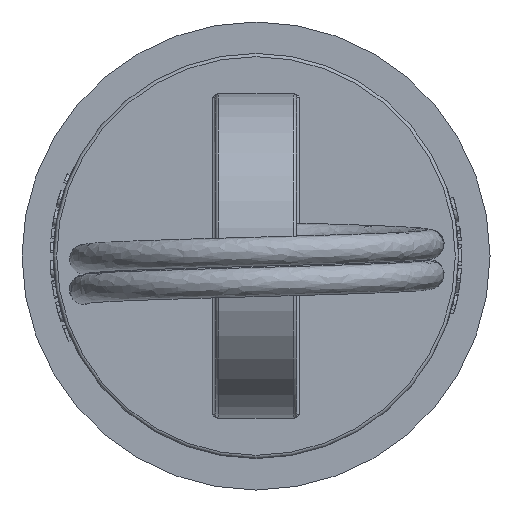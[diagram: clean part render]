
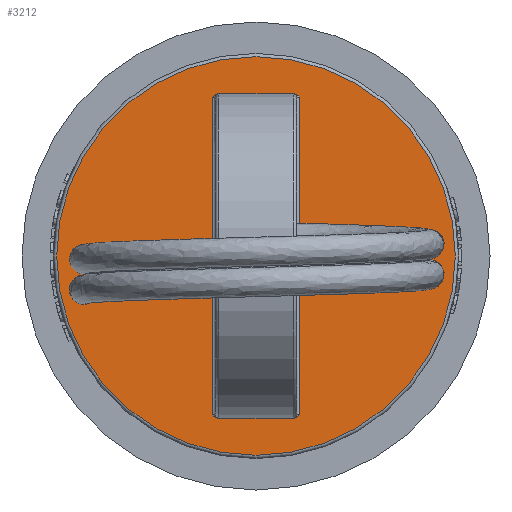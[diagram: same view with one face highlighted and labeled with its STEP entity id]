
A CAD part, left-side view. The second image highlights one B-rep face of the part: STEP entity #3212.
In plain terms, the highlighted planar face has unit normal (-1, 0, 0).
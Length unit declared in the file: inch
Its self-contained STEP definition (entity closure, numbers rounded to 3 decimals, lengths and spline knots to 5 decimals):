
#102=CIRCLE('',#3384,0.615);
#182=PLANE('',#3386);
#216=FACE_BOUND('',#669,.T.);
#448=FACE_OUTER_BOUND('',#668,.T.);
#668=EDGE_LOOP('',(#2908));
#669=EDGE_LOOP('',(#2909,#2910,#2911,#2912,#2913,#2914,#2915,#2916));
#862=LINE('',#24125,#1031);
#863=LINE('',#24138,#1032);
#864=LINE('',#24140,#1033);
#866=LINE('',#24240,#1035);
#1031=VECTOR('',#3858,0.23536);
#1032=VECTOR('',#3861,0.23536);
#1033=VECTOR('',#3864,0.9798);
#1035=VECTOR('',#3888,0.9798);
#1240=B_SPLINE_CURVE_WITH_KNOTS('',3,(#24049,#24050,#24051,#24052,#24053,
#24054,#24055,#24056,#24057,#24058),.UNSPECIFIED.,.F.,.F.,(4,2,2,2,4),(0.,
0.01203,0.02701,0.04583,0.04605),
 .UNSPECIFIED.);
#1243=B_SPLINE_CURVE_WITH_KNOTS('',3,(#24104,#24105,#24106,#24107,#24108,
#24109,#24110,#24111,#24112,#24113),.UNSPECIFIED.,.F.,.F.,(4,2,2,2,4),(-0.00025,
0.,0.02074,0.03725,0.05051),
 .UNSPECIFIED.);
#1248=B_SPLINE_CURVE_WITH_KNOTS('',3,(#24177,#24178,#24179,#24180,#24181,
#24182,#24183,#24184,#24185,#24186),.UNSPECIFIED.,.F.,.F.,(4,2,2,2,4),(0.,
0.01203,0.02701,0.04583,0.04605),
 .UNSPECIFIED.);
#1250=B_SPLINE_CURVE_WITH_KNOTS('',3,(#24224,#24225,#24226,#24227,#24228,
#24229,#24230,#24231,#24232,#24233),.UNSPECIFIED.,.F.,.F.,(4,2,2,2,4),(-0.00025,
0.,0.02074,0.03725,0.05051),
 .UNSPECIFIED.);
#1529=VERTEX_POINT('',#24047);
#1530=VERTEX_POINT('',#24048);
#1535=VERTEX_POINT('',#24102);
#1536=VERTEX_POINT('',#24103);
#1537=VERTEX_POINT('',#24124);
#1540=VERTEX_POINT('',#24133);
#1544=VERTEX_POINT('',#24176);
#1547=VERTEX_POINT('',#24223);
#1549=VERTEX_POINT('',#24247);
#1980=EDGE_CURVE('',#1529,#1530,#1240,.F.);
#1987=EDGE_CURVE('',#1535,#1536,#1243,.F.);
#1990=EDGE_CURVE('',#1537,#1530,#862,.T.);
#1994=EDGE_CURVE('',#1535,#1540,#863,.T.);
#1995=EDGE_CURVE('',#1536,#1529,#864,.T.);
#2000=EDGE_CURVE('',#1544,#1540,#1248,.F.);
#2005=EDGE_CURVE('',#1537,#1547,#1250,.F.);
#2007=EDGE_CURVE('',#1547,#1544,#866,.T.);
#2010=EDGE_CURVE('',#1549,#1549,#102,.T.);
#2908=ORIENTED_EDGE('',*,*,#2010,.F.);
#2909=ORIENTED_EDGE('',*,*,#1994,.T.);
#2910=ORIENTED_EDGE('',*,*,#2000,.F.);
#2911=ORIENTED_EDGE('',*,*,#2007,.F.);
#2912=ORIENTED_EDGE('',*,*,#2005,.F.);
#2913=ORIENTED_EDGE('',*,*,#1990,.T.);
#2914=ORIENTED_EDGE('',*,*,#1980,.F.);
#2915=ORIENTED_EDGE('',*,*,#1995,.F.);
#2916=ORIENTED_EDGE('',*,*,#1987,.F.);
#3212=ADVANCED_FACE('',(#448,#216),#182,.T.);
#3384=AXIS2_PLACEMENT_3D('',#24248,#3898,#3899);
#3386=AXIS2_PLACEMENT_3D('',#24250,#3902,#3903);
#3858=DIRECTION('',(0.,-1.,0.));
#3861=DIRECTION('',(0.,1.,0.));
#3864=DIRECTION('',(0.,0.,1.));
#3888=DIRECTION('',(0.,0.,-1.));
#3898=DIRECTION('center_axis',(1.,0.,0.));
#3899=DIRECTION('ref_axis',(0.,-1.,0.));
#3902=DIRECTION('center_axis',(-1.,0.,0.));
#3903=DIRECTION('ref_axis',(0.,0.,1.));
#24047=CARTESIAN_POINT('',(0.,-0.135,0.4899));
#24048=CARTESIAN_POINT('',(0.,-0.11768,0.5));
#24049=CARTESIAN_POINT('Ctrl Pts',(0.,-0.11768,
0.5));
#24050=CARTESIAN_POINT('Ctrl Pts',(0.,-0.11926,
0.5));
#24051=CARTESIAN_POINT('Ctrl Pts',(0.,-0.12101,
0.49972));
#24052=CARTESIAN_POINT('Ctrl Pts',(0.,-0.12526,
0.49814));
#24053=CARTESIAN_POINT('Ctrl Pts',(0.,-0.12729,
0.49681));
#24054=CARTESIAN_POINT('Ctrl Pts',(0.,-0.1311,
0.49382));
#24055=CARTESIAN_POINT('Ctrl Pts',(0.,-0.13301,
0.49189));
#24056=CARTESIAN_POINT('Ctrl Pts',(0.,-0.13495,
0.48994));
#24057=CARTESIAN_POINT('Ctrl Pts',(0.,-0.13498,
0.48992));
#24058=CARTESIAN_POINT('Ctrl Pts',(0.,-0.135,0.4899));
#24102=CARTESIAN_POINT('',(0.,-0.11768,-0.5));
#24103=CARTESIAN_POINT('',(0.,-0.135,-0.4899));
#24104=CARTESIAN_POINT('Ctrl Pts',(0.,-0.135,-0.4899));
#24105=CARTESIAN_POINT('Ctrl Pts',(0.,-0.13498,
-0.48992));
#24106=CARTESIAN_POINT('Ctrl Pts',(0.,-0.13495,
-0.48994));
#24107=CARTESIAN_POINT('Ctrl Pts',(0.,-0.13301,
-0.49189));
#24108=CARTESIAN_POINT('Ctrl Pts',(0.,-0.1311,
-0.49382));
#24109=CARTESIAN_POINT('Ctrl Pts',(0.,-0.12729,
-0.49681));
#24110=CARTESIAN_POINT('Ctrl Pts',(0.,-0.12526,
-0.49814));
#24111=CARTESIAN_POINT('Ctrl Pts',(0.,-0.12101,
-0.49972));
#24112=CARTESIAN_POINT('Ctrl Pts',(0.,-0.11926,
-0.5));
#24113=CARTESIAN_POINT('Ctrl Pts',(0.,-0.11768,
-0.5));
#24124=CARTESIAN_POINT('',(0.,0.11768,0.5));
#24125=CARTESIAN_POINT('',(0.,0.,0.5));
#24133=CARTESIAN_POINT('',(0.,0.11768,-0.5));
#24138=CARTESIAN_POINT('',(0.,0.,-0.5));
#24140=CARTESIAN_POINT('',(0.,-0.135,0.));
#24176=CARTESIAN_POINT('',(0.,0.135,-0.4899));
#24177=CARTESIAN_POINT('Ctrl Pts',(0.,0.11768,
-0.5));
#24178=CARTESIAN_POINT('Ctrl Pts',(0.,0.11926,
-0.5));
#24179=CARTESIAN_POINT('Ctrl Pts',(0.,0.12101,
-0.49972));
#24180=CARTESIAN_POINT('Ctrl Pts',(0.,0.12526,
-0.49814));
#24181=CARTESIAN_POINT('Ctrl Pts',(0.,0.12729,
-0.49681));
#24182=CARTESIAN_POINT('Ctrl Pts',(0.,0.1311,
-0.49382));
#24183=CARTESIAN_POINT('Ctrl Pts',(0.,0.13301,
-0.49189));
#24184=CARTESIAN_POINT('Ctrl Pts',(0.,0.13495,
-0.48994));
#24185=CARTESIAN_POINT('Ctrl Pts',(0.,0.13498,
-0.48992));
#24186=CARTESIAN_POINT('Ctrl Pts',(0.,0.135,-0.4899));
#24223=CARTESIAN_POINT('',(0.,0.135,0.4899));
#24224=CARTESIAN_POINT('Ctrl Pts',(0.,0.135,0.4899));
#24225=CARTESIAN_POINT('Ctrl Pts',(0.,0.13498,
0.48992));
#24226=CARTESIAN_POINT('Ctrl Pts',(0.,0.13495,
0.48994));
#24227=CARTESIAN_POINT('Ctrl Pts',(0.,0.13301,
0.49189));
#24228=CARTESIAN_POINT('Ctrl Pts',(0.,0.1311,
0.49382));
#24229=CARTESIAN_POINT('Ctrl Pts',(0.,0.12729,
0.49681));
#24230=CARTESIAN_POINT('Ctrl Pts',(0.,0.12526,
0.49814));
#24231=CARTESIAN_POINT('Ctrl Pts',(0.,0.12101,
0.49972));
#24232=CARTESIAN_POINT('Ctrl Pts',(0.,0.11926,
0.5));
#24233=CARTESIAN_POINT('Ctrl Pts',(0.,0.11768,
0.5));
#24240=CARTESIAN_POINT('',(0.,0.135,0.));
#24247=CARTESIAN_POINT('',(0.,0.615,0.));
#24248=CARTESIAN_POINT('Origin',(0.,0.,0.));
#24250=CARTESIAN_POINT('Origin',(0.,0.625,0.));
